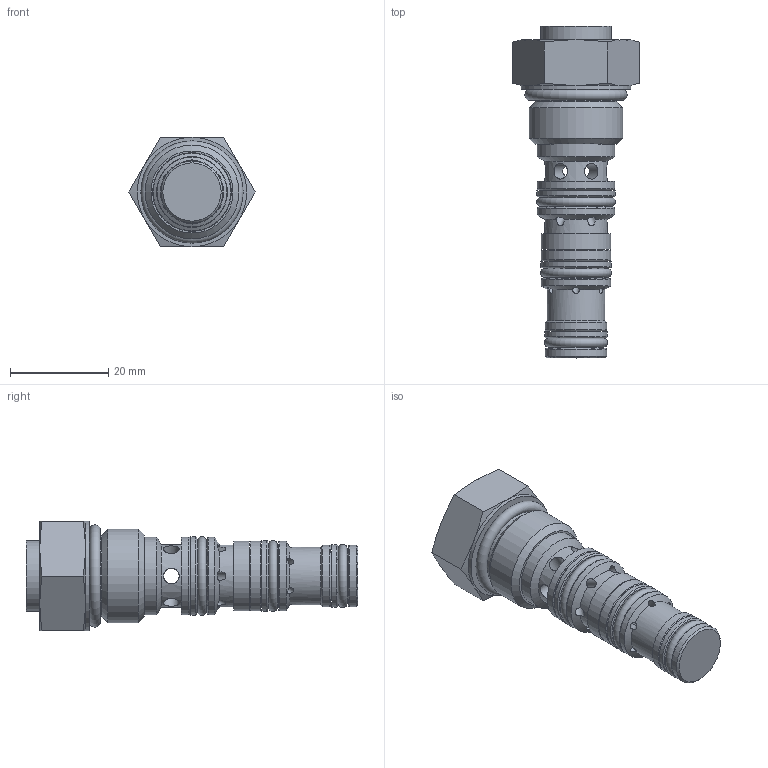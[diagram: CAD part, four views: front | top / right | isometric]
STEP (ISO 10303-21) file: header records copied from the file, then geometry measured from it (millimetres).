
FILE_DESCRIPTION((''),'2;1');
FILE_NAME('ddpc-080-p-n_10239-29_RA.stp','2012-06-13T15:33:24',('mmartin'),(''),'Autodesk Inventor 2010','Autodesk Inventor 2010','');
FILE_SCHEMA(('AUTOMOTIVE_DESIGN { 1 0 10303 214 1 1 1 1 }'));
Length unit declared in the file: inch
Products named in the file (1): 10239-29_Shrinkwrap
Bounding box: 25.66 x 67.44 x 22.23 mm (x, y, z)
Volume: 13627.8 mm3; surface area: 6623.1 mm2
Topology: 4 solids, 4 shells, 141 faces, 350 edges, 211 vertices
Faces by surface type: plane 49, cylinder 46, cone 21, torus 16, bspline 9
Full cylindrical faces by diameter (mm): 1.397 x6, 1.854 x6, 3.175 x6, 9.83 x2, 9.906 x1, 11.455 x2, 11.557 x1, 11.684 x1, 12.586 x2, 12.7 x3, 13.056 x2, 13.157 x1, 14.135 x1, 14.186 x2, 14.288 x1, 14.3 x1, 15.773 x1, 15.799 x2, 15.875 x1, 16.662 x2, 19.05 x1, 22.225 x1
Entity records: 4382 total; most frequent: CARTESIAN_POINT 1563, DIRECTION 574, ORIENTED_EDGE 476, AXIS2_PLACEMENT_3D 275, EDGE_LOOP 244, EDGE_CURVE 238, VERTEX_POINT 180, FACE_OUTER_BOUND 141
